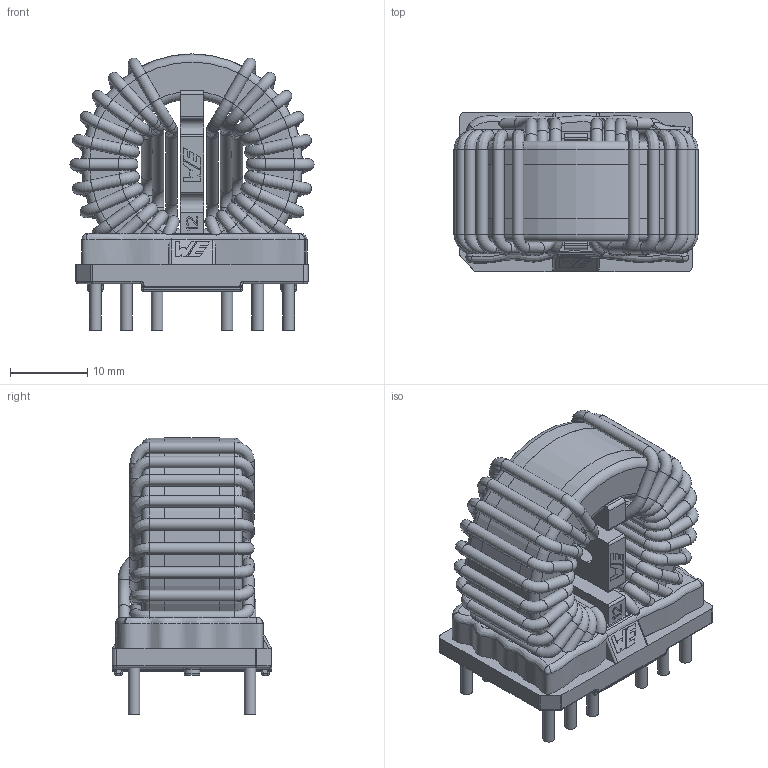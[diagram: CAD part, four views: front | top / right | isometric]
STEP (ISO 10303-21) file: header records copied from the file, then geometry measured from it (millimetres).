
FILE_DESCRIPTION(/* description */ ('Unknown'),/* implementation_level */ '2;1');
FILE_NAME(/* name */ '7448053201',/* time_stamp */ '2024-01-10T07:41:43+01:00',/* author */ ('Unknown'),/* organization */ ('Unknown'),/* preprocessor_version */ 'ST-DEVELOPER v16.7',/* originating_system */ 'Solid Edge',/* authorisation */ 'Unknown');
FILE_SCHEMA (('AUTOMOTIVE_DESIGN {1 0 10303 214 3 1 1}'));
Length unit declared in the file: millimetre
Products named in the file (7): 7448053201; Core_cased_XL; turns_trifilar; spacer-type-xl; base-type-xl; glue; tesa XL
Assembly tree (6 placements, depth 2):
  7448053201
    Core_cased_XL
    turns_trifilar
    spacer-type-xl
    base-type-xl
    glue
    tesa XL
Bounding box: 31.54 x 20.6 x 35.71 mm (x, y, z)
Volume: 10490.7 mm3; surface area: 13119.5 mm2
Topology: 6 solids, 7 shells, 740 faces, 1883 edges, 1135 vertices
Faces by surface type: cylinder 254, plane 251, torus 153, bspline 60, sphere 22
Full cylindrical faces by diameter (mm): 1.5 x113, 1.7 x12, 2 x6, 17 x1, 28.5 x1, 28.6 x1, 28.62 x1
Entity records: 32510 total; most frequent: CARTESIAN_POINT 14742, DIRECTION 3247, ORIENTED_EDGE 2970, EDGE_CURVE 1485, AXIS2_PLACEMENT_3D 1256, EDGE_LOOP 1112, FACE_BOUND 1112, VERTEX_POINT 1045
